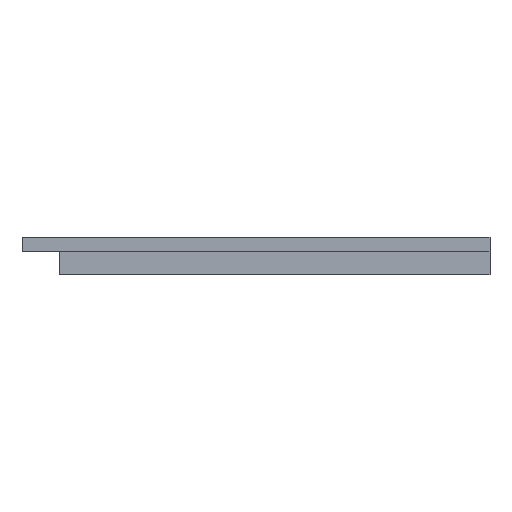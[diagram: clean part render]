
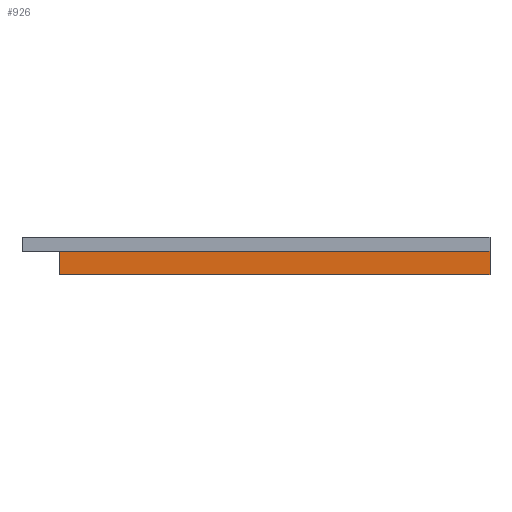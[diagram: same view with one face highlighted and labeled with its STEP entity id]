
A CAD part, front view. The second image highlights one B-rep face of the part: STEP entity #926.
In plain terms, the highlighted planar face has unit normal (0, -1, 0).
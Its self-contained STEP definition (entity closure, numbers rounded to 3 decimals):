
#17 = VERTEX_POINT ( 'NONE', #769 ) ;
#30 = DIRECTION ( 'NONE',  ( -1., 0., 0. ) ) ;
#76 = CARTESIAN_POINT ( 'NONE',  ( 0., -95., -5. ) ) ;
#81 = CARTESIAN_POINT ( 'NONE',  ( 92.001, -95., -5. ) ) ;
#87 = VERTEX_POINT ( 'NONE', #76 ) ;
#100 = LINE ( 'NONE', #219, #266 ) ;
#108 = EDGE_CURVE ( 'NONE', #495, #17, #100, .T. ) ;
#156 = ORIENTED_EDGE ( 'NONE', *, *, #571, .T. ) ;
#166 = VERTEX_POINT ( 'NONE', #81 ) ;
#178 = PLANE ( 'NONE',  #452 ) ;
#187 = CARTESIAN_POINT ( 'NONE',  ( -19.313, -95., 0. ) ) ;
#218 = DIRECTION ( 'NONE',  ( 0., 0., 1. ) ) ;
#219 = CARTESIAN_POINT ( 'NONE',  ( -19.313, -95., 0. ) ) ;
#251 = FACE_OUTER_BOUND ( 'NONE', #390, .T. ) ;
#254 = CARTESIAN_POINT ( 'NONE',  ( 0., -95., -5. ) ) ;
#266 = VECTOR ( 'NONE', #362, 1000. ) ;
#349 = LINE ( 'NONE', #722, #542 ) ;
#362 = DIRECTION ( 'NONE',  ( 1., 0., 0. ) ) ;
#383 = EDGE_CURVE ( 'NONE', #87, #495, #429, .T. ) ;
#390 = EDGE_LOOP ( 'NONE', ( #696, #156, #470, #699 ) ) ;
#424 = VECTOR ( 'NONE', #218, 1000. ) ;
#429 = LINE ( 'NONE', #254, #634 ) ;
#452 = AXIS2_PLACEMENT_3D ( 'NONE', #187, #749, #529 ) ;
#470 = ORIENTED_EDGE ( 'NONE', *, *, #108, .F. ) ;
#495 = VERTEX_POINT ( 'NONE', #672 ) ;
#504 = CARTESIAN_POINT ( 'NONE',  ( 92.001, -95., 0. ) ) ;
#529 = DIRECTION ( 'NONE',  ( -1., 0., 0. ) ) ;
#542 = VECTOR ( 'NONE', #30, 1000. ) ;
#543 = LINE ( 'NONE', #504, #424 ) ;
#571 = EDGE_CURVE ( 'NONE', #166, #17, #543, .T. ) ;
#634 = VECTOR ( 'NONE', #909, 1000. ) ;
#672 = CARTESIAN_POINT ( 'NONE',  ( 0., -95., 0. ) ) ;
#696 = ORIENTED_EDGE ( 'NONE', *, *, #812, .F. ) ;
#699 = ORIENTED_EDGE ( 'NONE', *, *, #383, .F. ) ;
#722 = CARTESIAN_POINT ( 'NONE',  ( 0., -95., -5. ) ) ;
#749 = DIRECTION ( 'NONE',  ( 0., 1., 0. ) ) ;
#769 = CARTESIAN_POINT ( 'NONE',  ( 92.001, -95., 0. ) ) ;
#812 = EDGE_CURVE ( 'NONE', #166, #87, #349, .T. ) ;
#909 = DIRECTION ( 'NONE',  ( 0., 0., 1. ) ) ;
#926 = ADVANCED_FACE ( 'NONE', ( #251 ), #178, .F. ) ;
